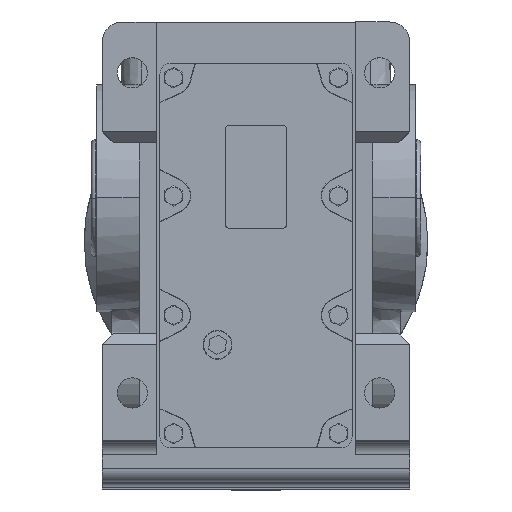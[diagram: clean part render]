
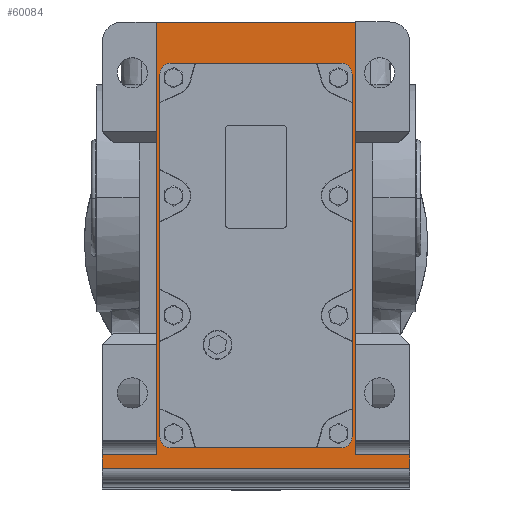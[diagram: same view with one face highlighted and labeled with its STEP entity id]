
A CAD part, top view. The second image highlights one B-rep face of the part: STEP entity #60084.
In plain terms, the highlighted planar face has unit normal (0, 0, 1).
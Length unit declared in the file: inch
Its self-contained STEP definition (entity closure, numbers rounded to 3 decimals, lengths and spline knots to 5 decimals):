
#144 = CARTESIAN_POINT ( 'NONE',  ( 2.37486, -7.31118, 6.83071 ) ) ;
#238 = VECTOR ( 'NONE', #4477, 39.37008 ) ;
#244 = CARTESIAN_POINT ( 'NONE',  ( -3.23538, -7.31118, 6.83071 ) ) ;
#1206 = DIRECTION ( 'NONE',  ( 0., -1., 0. ) ) ;
#2169 = CARTESIAN_POINT ( 'NONE',  ( -3.3338, -6.13008, 6.83071 ) ) ;
#3244 = AXIS2_PLACEMENT_3D ( 'NONE', #47531, #38592, #5015 ) ;
#3734 = VECTOR ( 'NONE', #8160, 39.37008 ) ;
#3759 = VECTOR ( 'NONE', #33634, 39.37008 ) ;
#4117 = VERTEX_POINT ( 'NONE', #5701 ) ;
#4256 = LINE ( 'NONE', #244, #25140 ) ;
#4477 = DIRECTION ( 'NONE',  ( 1., 0., 0. ) ) ;
#4806 = CARTESIAN_POINT ( 'NONE',  ( 2.37486, -6.32693, 6.83071 ) ) ;
#4832 = ORIENTED_EDGE ( 'NONE', *, *, #56760, .T. ) ;
#5015 = DIRECTION ( 'NONE',  ( 1., 0., 0. ) ) ;
#5701 = CARTESIAN_POINT ( 'NONE',  ( 3.92998, -6.72063, 6.83071 ) ) ;
#6371 = DIRECTION ( 'NONE',  ( -1., 0., 0. ) ) ;
#6749 = EDGE_CURVE ( 'NONE', #44585, #4117, #16373, .T. ) ;
#7408 = CARTESIAN_POINT ( 'NONE',  ( 1.96147, 4.57859, 6.83071 ) ) ;
#7591 = VECTOR ( 'NONE', #6371, 39.37008 ) ;
#7707 = DIRECTION ( 'NONE',  ( 0., 0., 1. ) ) ;
#8160 = DIRECTION ( 'NONE',  ( 0., -1., 0. ) ) ;
#9395 = CARTESIAN_POINT ( 'NONE',  ( -0.47947, 6.07465, 6.83071 ) ) ;
#10092 = FACE_BOUND ( 'NONE', #15228, .T. ) ;
#10401 = AXIS2_PLACEMENT_3D ( 'NONE', #7408, #21378, #30823 ) ;
#10533 = VERTEX_POINT ( 'NONE', #15636 ) ;
#10604 = CARTESIAN_POINT ( 'NONE',  ( 3.92998, -6.32693, 6.83071 ) ) ;
#11216 = ORIENTED_EDGE ( 'NONE', *, *, #49621, .F. ) ;
#11559 = DIRECTION ( 'NONE',  ( 0., 1., 0. ) ) ;
#11751 = EDGE_CURVE ( 'NONE', #24800, #60895, #13673, .T. ) ;
#11759 = DIRECTION ( 'NONE',  ( 0., 0., -1. ) ) ;
#13039 = VECTOR ( 'NONE', #50354, 39.37008 ) ;
#13673 = LINE ( 'NONE', #55165, #43564 ) ;
#14119 = DIRECTION ( 'NONE',  ( 1., 0., 0. ) ) ;
#14342 = ORIENTED_EDGE ( 'NONE', *, *, #58477, .F. ) ;
#14445 = CARTESIAN_POINT ( 'NONE',  ( -3.3338, -6.32693, 6.83071 ) ) ;
#15228 = EDGE_LOOP ( 'NONE', ( #19051, #42894, #37274, #59412, #14342, #57973, #40309, #19638 ) ) ;
#15523 = LINE ( 'NONE', #53914, #42431 ) ;
#15571 = CARTESIAN_POINT ( 'NONE',  ( -4.88892, -6.32693, 6.83071 ) ) ;
#15604 = CARTESIAN_POINT ( 'NONE',  ( -4.88892, -6.09071, 6.83071 ) ) ;
#15636 = CARTESIAN_POINT ( 'NONE',  ( 1.96147, -6.13008, 6.83071 ) ) ;
#15821 = DIRECTION ( 'NONE',  ( 0., -1., 0. ) ) ;
#16025 = CIRCLE ( 'NONE', #59701, 0.31496 ) ;
#16373 = LINE ( 'NONE', #60674, #3734 ) ;
#17312 = EDGE_CURVE ( 'NONE', #18006, #21638, #18609, .T. ) ;
#17664 = EDGE_CURVE ( 'NONE', #47587, #34573, #40326, .T. ) ;
#18006 = VERTEX_POINT ( 'NONE', #32140 ) ;
#18609 = LINE ( 'NONE', #9395, #3759 ) ;
#18713 = CARTESIAN_POINT ( 'NONE',  ( -2.92042, -5.81512, 6.83071 ) ) ;
#19051 = ORIENTED_EDGE ( 'NONE', *, *, #33876, .F. ) ;
#19246 = CARTESIAN_POINT ( 'NONE',  ( -4.88892, -6.72063, 6.83071 ) ) ;
#19303 = DIRECTION ( 'NONE',  ( 0., 1., 0. ) ) ;
#19614 = LINE ( 'NONE', #14445, #238 ) ;
#19638 = ORIENTED_EDGE ( 'NONE', *, *, #40079, .F. ) ;
#20650 = VECTOR ( 'NONE', #19303, 39.37008 ) ;
#20909 = VECTOR ( 'NONE', #15821, 39.37008 ) ;
#21378 = DIRECTION ( 'NONE',  ( 0., 0., 1. ) ) ;
#21638 = VERTEX_POINT ( 'NONE', #46993 ) ;
#22821 = DIRECTION ( 'NONE',  ( 1., 0., 0. ) ) ;
#24263 = LINE ( 'NONE', #45166, #13039 ) ;
#24800 = VERTEX_POINT ( 'NONE', #34524 ) ;
#25002 = CARTESIAN_POINT ( 'NONE',  ( -2.92042, 4.89355, 6.83071 ) ) ;
#25053 = VERTEX_POINT ( 'NONE', #50476 ) ;
#25140 = VECTOR ( 'NONE', #59008, 39.37008 ) ;
#25399 = LINE ( 'NONE', #39331, #7591 ) ;
#25571 = PLANE ( 'NONE',  #46434 ) ;
#26255 = DIRECTION ( 'NONE',  ( 1., 0., 0. ) ) ;
#26668 = EDGE_CURVE ( 'NONE', #39622, #32275, #25399, .T. ) ;
#29974 = EDGE_CURVE ( 'NONE', #51670, #10533, #55097, .T. ) ;
#30823 = DIRECTION ( 'NONE',  ( 1., 0., 0. ) ) ;
#31527 = VERTEX_POINT ( 'NONE', #60086 ) ;
#32110 = VECTOR ( 'NONE', #34940, 39.37008 ) ;
#32140 = CARTESIAN_POINT ( 'NONE',  ( -3.3338, 6.07465, 6.83071 ) ) ;
#32275 = VERTEX_POINT ( 'NONE', #25002 ) ;
#32675 = CARTESIAN_POINT ( 'NONE',  ( 1.96147, 4.89355, 6.83071 ) ) ;
#33634 = DIRECTION ( 'NONE',  ( 1., 0., 0. ) ) ;
#33876 = EDGE_CURVE ( 'NONE', #32275, #31527, #16025, .T. ) ;
#34524 = CARTESIAN_POINT ( 'NONE',  ( 2.27643, -5.81512, 6.83071 ) ) ;
#34573 = VERTEX_POINT ( 'NONE', #19246 ) ;
#34940 = DIRECTION ( 'NONE',  ( 1., 0., 0. ) ) ;
#35405 = CARTESIAN_POINT ( 'NONE',  ( -3.3338, -7.31118, 6.83071 ) ) ;
#36536 = ORIENTED_EDGE ( 'NONE', *, *, #17312, .F. ) ;
#37274 = ORIENTED_EDGE ( 'NONE', *, *, #43276, .F. ) ;
#38592 = DIRECTION ( 'NONE',  ( 0., 0., 1. ) ) ;
#39331 = CARTESIAN_POINT ( 'NONE',  ( -3.3338, 4.89355, 6.83071 ) ) ;
#39622 = VERTEX_POINT ( 'NONE', #32675 ) ;
#40079 = EDGE_CURVE ( 'NONE', #31527, #47714, #4256, .T. ) ;
#40309 = ORIENTED_EDGE ( 'NONE', *, *, #41728, .F. ) ;
#40326 = LINE ( 'NONE', #15604, #20909 ) ;
#41269 = DIRECTION ( 'NONE',  ( 0., 1., 0. ) ) ;
#41728 = EDGE_CURVE ( 'NONE', #47714, #51670, #45179, .T. ) ;
#42431 = VECTOR ( 'NONE', #1206, 39.37008 ) ;
#42894 = ORIENTED_EDGE ( 'NONE', *, *, #26668, .F. ) ;
#43276 = EDGE_CURVE ( 'NONE', #60895, #39622, #61414, .T. ) ;
#43327 = VECTOR ( 'NONE', #22821, 39.37008 ) ;
#43564 = VECTOR ( 'NONE', #41269, 39.37008 ) ;
#44183 = EDGE_CURVE ( 'NONE', #47587, #25053, #19614, .T. ) ;
#44539 = LINE ( 'NONE', #144, #20650 ) ;
#44585 = VERTEX_POINT ( 'NONE', #10604 ) ;
#45166 = CARTESIAN_POINT ( 'NONE',  ( -3.3338, -6.72063, 6.83071 ) ) ;
#45179 = CIRCLE ( 'NONE', #58358, 0.31496 ) ;
#46058 = CARTESIAN_POINT ( 'NONE',  ( -2.92042, 4.57859, 6.83071 ) ) ;
#46336 = LINE ( 'NONE', #51342, #43327 ) ;
#46434 = AXIS2_PLACEMENT_3D ( 'NONE', #35405, #11759, #11559 ) ;
#46957 = CARTESIAN_POINT ( 'NONE',  ( 2.27643, 4.57859, 6.83071 ) ) ;
#46993 = CARTESIAN_POINT ( 'NONE',  ( 2.37486, 6.07465, 6.83071 ) ) ;
#47531 = CARTESIAN_POINT ( 'NONE',  ( 1.96147, -5.81512, 6.83071 ) ) ;
#47587 = VERTEX_POINT ( 'NONE', #15571 ) ;
#47708 = ORIENTED_EDGE ( 'NONE', *, *, #54450, .F. ) ;
#47714 = VERTEX_POINT ( 'NONE', #61393 ) ;
#48131 = FACE_OUTER_BOUND ( 'NONE', #51466, .T. ) ;
#49621 = EDGE_CURVE ( 'NONE', #4117, #34573, #24263, .T. ) ;
#50318 = ORIENTED_EDGE ( 'NONE', *, *, #58668, .T. ) ;
#50354 = DIRECTION ( 'NONE',  ( -1., 0., 0. ) ) ;
#50476 = CARTESIAN_POINT ( 'NONE',  ( -3.3338, -6.32693, 6.83071 ) ) ;
#51342 = CARTESIAN_POINT ( 'NONE',  ( -3.3338, -6.32693, 6.83071 ) ) ;
#51466 = EDGE_LOOP ( 'NONE', ( #50318, #36536, #4832, #54240, #56063, #11216, #60431, #47708 ) ) ;
#51670 = VERTEX_POINT ( 'NONE', #54226 ) ;
#51965 = CIRCLE ( 'NONE', #3244, 0.31496 ) ;
#53914 = CARTESIAN_POINT ( 'NONE',  ( -3.3338, -7.31118, 6.83071 ) ) ;
#54226 = CARTESIAN_POINT ( 'NONE',  ( -2.92042, -6.13008, 6.83071 ) ) ;
#54240 = ORIENTED_EDGE ( 'NONE', *, *, #44183, .F. ) ;
#54450 = EDGE_CURVE ( 'NONE', #57928, #44585, #46336, .T. ) ;
#55097 = LINE ( 'NONE', #2169, #32110 ) ;
#55165 = CARTESIAN_POINT ( 'NONE',  ( 2.27643, -7.31118, 6.83071 ) ) ;
#56063 = ORIENTED_EDGE ( 'NONE', *, *, #17664, .T. ) ;
#56238 = DIRECTION ( 'NONE',  ( 0., 0., 1. ) ) ;
#56760 = EDGE_CURVE ( 'NONE', #18006, #25053, #15523, .T. ) ;
#57928 = VERTEX_POINT ( 'NONE', #4806 ) ;
#57973 = ORIENTED_EDGE ( 'NONE', *, *, #29974, .F. ) ;
#58358 = AXIS2_PLACEMENT_3D ( 'NONE', #18713, #56238, #14119 ) ;
#58477 = EDGE_CURVE ( 'NONE', #10533, #24800, #51965, .T. ) ;
#58668 = EDGE_CURVE ( 'NONE', #57928, #21638, #44539, .T. ) ;
#59008 = DIRECTION ( 'NONE',  ( 0., -1., 0. ) ) ;
#59412 = ORIENTED_EDGE ( 'NONE', *, *, #11751, .F. ) ;
#59701 = AXIS2_PLACEMENT_3D ( 'NONE', #46058, #7707, #26255 ) ;
#60084 = ADVANCED_FACE ( 'NONE', ( #48131, #10092 ), #25571, .F. ) ;
#60086 = CARTESIAN_POINT ( 'NONE',  ( -3.23538, 4.57859, 6.83071 ) ) ;
#60431 = ORIENTED_EDGE ( 'NONE', *, *, #6749, .F. ) ;
#60674 = CARTESIAN_POINT ( 'NONE',  ( 3.92998, -6.09071, 6.83071 ) ) ;
#60895 = VERTEX_POINT ( 'NONE', #46957 ) ;
#61393 = CARTESIAN_POINT ( 'NONE',  ( -3.23538, -5.81512, 6.83071 ) ) ;
#61414 = CIRCLE ( 'NONE', #10401, 0.31496 ) ;
